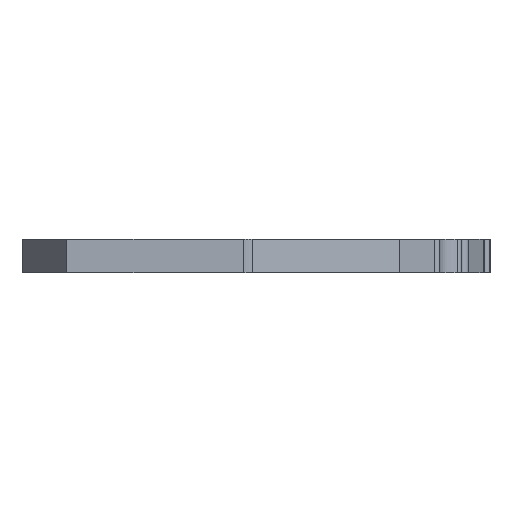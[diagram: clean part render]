
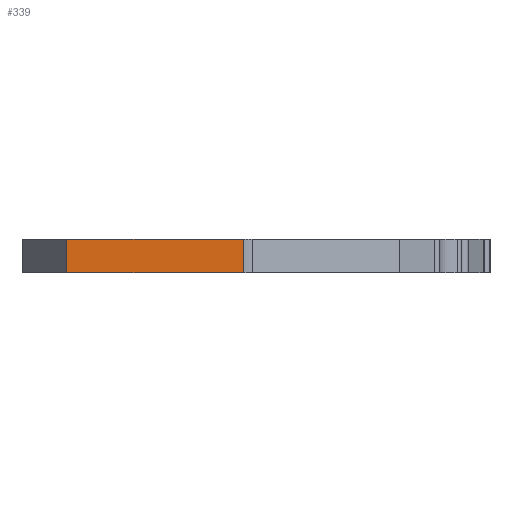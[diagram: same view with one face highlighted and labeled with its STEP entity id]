
A CAD part, left-side view. The second image highlights one B-rep face of the part: STEP entity #339.
In plain terms, the highlighted planar face has unit normal (-1, 0, 0).
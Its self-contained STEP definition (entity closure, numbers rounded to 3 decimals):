
#103 = CARTESIAN_POINT ( 'NONE',  ( -20.098, 4.435, 0. ) ) ;
#175 = CARTESIAN_POINT ( 'NONE',  ( -20.098, 4.435, 2. ) ) ;
#202 = DIRECTION ( 'NONE',  ( 0., 0., -1. ) ) ;
#222 = VECTOR ( 'NONE', #818, 1000. ) ;
#228 = CARTESIAN_POINT ( 'NONE',  ( -20.098, 4.435, 2. ) ) ;
#339 = ADVANCED_FACE ( 'NONE', ( #858 ), #907, .F. ) ;
#363 = VERTEX_POINT ( 'NONE', #827 ) ;
#415 = DIRECTION ( 'NONE',  ( 0., -1., 0. ) ) ;
#538 = DIRECTION ( 'NONE',  ( 0., 0., -1. ) ) ;
#553 = CARTESIAN_POINT ( 'NONE',  ( -20.098, 15.015, 2. ) ) ;
#589 = VECTOR ( 'NONE', #202, 1000. ) ;
#592 = LINE ( 'NONE', #228, #589 ) ;
#747 = DIRECTION ( 'NONE',  ( 0., 0., 1. ) ) ;
#794 = CARTESIAN_POINT ( 'NONE',  ( -20.098, 4.435, 0. ) ) ;
#800 = EDGE_CURVE ( 'NONE', #363, #1365, #1515, .T. ) ;
#807 = EDGE_LOOP ( 'NONE', ( #1327, #1216, #1223, #1227 ) ) ;
#818 = DIRECTION ( 'NONE',  ( 0., -1., 0. ) ) ;
#827 = CARTESIAN_POINT ( 'NONE',  ( -20.098, 15.015, 0. ) ) ;
#831 = CARTESIAN_POINT ( 'NONE',  ( -20.098, 15.015, 2. ) ) ;
#858 = FACE_OUTER_BOUND ( 'NONE', #807, .T. ) ;
#867 = EDGE_CURVE ( 'NONE', #363, #1187, #1393, .T. ) ;
#871 = DIRECTION ( 'NONE',  ( 1., 0., 0. ) ) ;
#875 = CARTESIAN_POINT ( 'NONE',  ( -20.098, 15.015, 2. ) ) ;
#907 = PLANE ( 'NONE',  #1040 ) ;
#922 = CARTESIAN_POINT ( 'NONE',  ( -20.098, 15.015, 2. ) ) ;
#1040 = AXIS2_PLACEMENT_3D ( 'NONE', #875, #871, #538 ) ;
#1049 = VERTEX_POINT ( 'NONE', #175 ) ;
#1161 = LINE ( 'NONE', #831, #222 ) ;
#1187 = VERTEX_POINT ( 'NONE', #922 ) ;
#1216 = ORIENTED_EDGE ( 'NONE', *, *, #1291, .F. ) ;
#1223 = ORIENTED_EDGE ( 'NONE', *, *, #867, .F. ) ;
#1227 = ORIENTED_EDGE ( 'NONE', *, *, #800, .T. ) ;
#1291 = EDGE_CURVE ( 'NONE', #1187, #1049, #1161, .T. ) ;
#1327 = ORIENTED_EDGE ( 'NONE', *, *, #1346, .F. ) ;
#1346 = EDGE_CURVE ( 'NONE', #1049, #1365, #592, .T. ) ;
#1365 = VERTEX_POINT ( 'NONE', #103 ) ;
#1393 = LINE ( 'NONE', #553, #1453 ) ;
#1453 = VECTOR ( 'NONE', #747, 1000. ) ;
#1472 = VECTOR ( 'NONE', #415, 1000. ) ;
#1515 = LINE ( 'NONE', #794, #1472 ) ;
